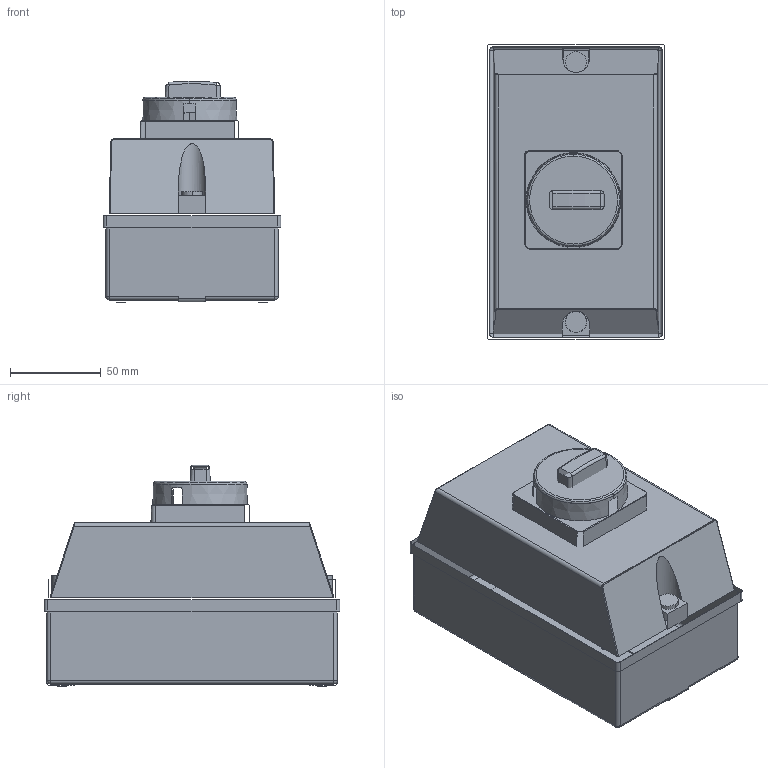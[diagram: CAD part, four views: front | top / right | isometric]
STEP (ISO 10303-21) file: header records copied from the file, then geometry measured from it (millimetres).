
FILE_DESCRIPTION((''),'2;1');
FILE_NAME('SIZE4HANDLE_SW0001','2022-10-24T12:15:55',('MLatos'),('Rockwell Automation'),'CREO PARAMETRIC BY PTC INC, 2020281','CREO PARAMETRIC BY PTC INC, 2020281','');
FILE_SCHEMA(('CONFIG_CONTROL_DESIGN'));
Length unit declared in the file: inch
Products named in the file (1): SIZE4HANDLE_SW0001
Bounding box: 97.9 x 162.9 x 121.95 mm (x, y, z)
Surface area: 85351.1 mm2 (no closed solid volume)
Topology: 0 solids, 20 shells, 89 faces, 370 edges, 282 vertices
Faces by surface type: plane 40, cylinder 34, torus 6, cone 5, sphere 4
Entity records: 3951 total; most frequent: CARTESIAN_POINT 1130, DIRECTION 572, ORIENTED_EDGE 461, EDGE_CURVE 360, VERTEX_POINT 281, AXIS2_PLACEMENT_3D 194, VECTOR 184, LINE 184
